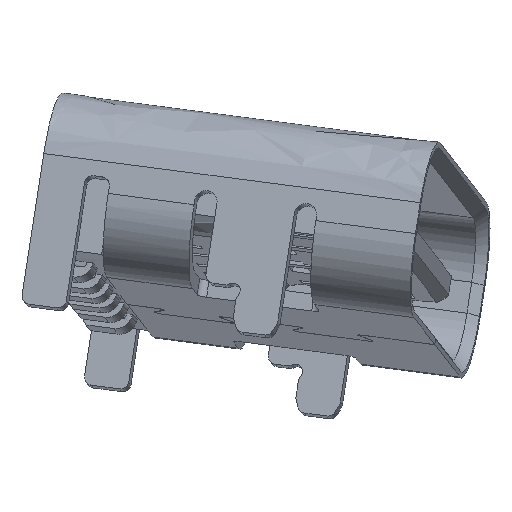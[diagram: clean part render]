
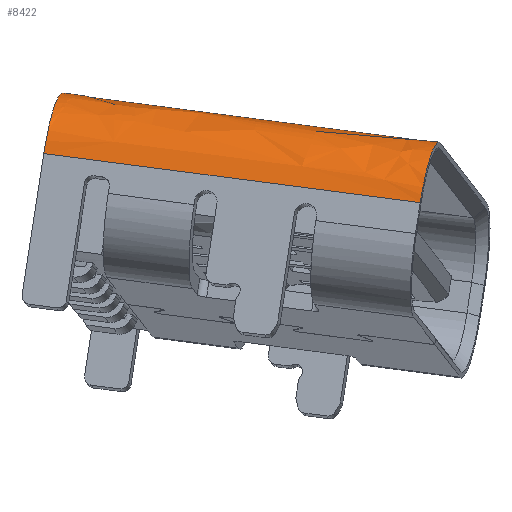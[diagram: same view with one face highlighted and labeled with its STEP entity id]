
A CAD part, left-side view. The second image highlights one B-rep face of the part: STEP entity #8422.
In plain terms, the highlighted free-form (B-spline) face has degree [1, 3] with [2, 4] control points.
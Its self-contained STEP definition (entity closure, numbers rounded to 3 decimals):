
#188 = CARTESIAN_POINT ( 'NONE',  ( 3.443, -6.76, -0.029 ) ) ;
#289 = B_SPLINE_CURVE_WITH_KNOTS ( 'NONE', 1,
 ( #5930, #16865 ),
 .UNSPECIFIED., .F., .F.,
 ( 2, 2 ),
 ( 0., 1. ),
 .UNSPECIFIED. ) ;
#328 = VERTEX_POINT ( 'NONE', #7130 ) ;
#728 = CARTESIAN_POINT ( 'NONE',  ( 4.47, 0., -0.959 ) ) ;
#822 = CARTESIAN_POINT ( 'NONE',  ( 3.396, -6.65, -0.02 ) ) ;
#890 = CARTESIAN_POINT ( 'NONE',  ( 3.396, -6.65, -0.02 ) ) ;
#931 = CARTESIAN_POINT ( 'NONE',  ( 3.17, 0., 0. ) ) ;
#1011 = VERTEX_POINT ( 'NONE', #2319 ) ;
#1101 = CARTESIAN_POINT ( 'NONE',  ( 3.284, -6.4, -0.005 ) ) ;
#1173 = ORIENTED_EDGE ( 'NONE', *, *, #8447, .F. ) ;
#1318 = CARTESIAN_POINT ( 'NONE',  ( 3.388, -6.497, -0.019 ) ) ;
#1518 = CARTESIAN_POINT ( 'NONE',  ( 3.355, -6.446, -0.013 ) ) ;
#1725 = CARTESIAN_POINT ( 'NONE',  ( 3.525, -6.8, -0.049 ) ) ;
#1979 = EDGE_LOOP ( 'NONE', ( #11921, #18734, #14375, #11600, #8030, #8432, #1173, #6042 ) ) ;
#2100 = VERTEX_POINT ( 'NONE', #10400 ) ;
#2319 = CARTESIAN_POINT ( 'NONE',  ( 3.247, -6.4, -0.002 ) ) ;
#2373 = FACE_OUTER_BOUND ( 'NONE', #1979, .T. ) ;
#2432 = CARTESIAN_POINT ( 'NONE',  ( 3.405, -6.703, -0.021 ) ) ;
#2476 = CARTESIAN_POINT ( 'NONE',  ( 3.17, 0., 0. ) ) ;
#2575 = CARTESIAN_POINT ( 'NONE',  ( 4.47, 0., -1.3 ) ) ;
#2957 = CARTESIAN_POINT ( 'NONE',  ( 3.247, -6.4, -0.002 ) ) ;
#3051 = CARTESIAN_POINT ( 'NONE',  ( 3.363, -6.455, -0.014 ) ) ;
#3255 = VERTEX_POINT ( 'NONE', #2476 ) ;
#3382 = B_SPLINE_CURVE_WITH_KNOTS ( 'NONE', 3,
 ( #7276, #12328, #20059, #5928 ),
 .UNSPECIFIED., .F., .F.,
 ( 4, 4 ),
 ( 0., 0.059 ),
 .UNSPECIFIED. ) ;
#3560 = CARTESIAN_POINT ( 'NONE',  ( 3.447, -6.763, -0.03 ) ) ;
#3563 = EDGE_CURVE ( 'NONE', #328, #12870, #12841, .T. ) ;
#3766 = CARTESIAN_POINT ( 'NONE',  ( 3.396, -6.679, -0.02 ) ) ;
#3946 = EDGE_CURVE ( 'NONE', #12870, #15632, #12080, .T. ) ;
#4130 = VERTEX_POINT ( 'NONE', #13568 ) ;
#4813 = EDGE_CURVE ( 'NONE', #2100, #328, #17048, .T. ) ;
#5111 = CARTESIAN_POINT ( 'NONE',  ( 3.471, -6.781, -0.035 ) ) ;
#5360 = CARTESIAN_POINT ( 'NONE',  ( 3.17, 0., 0. ) ) ;
#5448 = CARTESIAN_POINT ( 'NONE',  ( 4.38, -6.8, -0.748 ) ) ;
#5551 = CARTESIAN_POINT ( 'NONE',  ( 3.811, -6.8, -0.135 ) ) ;
#5557 = CARTESIAN_POINT ( 'NONE',  ( 4.47, 0., -1.3 ) ) ;
#5743 = CARTESIAN_POINT ( 'NONE',  ( 3.17, -6.4, 0. ) ) ;
#5928 = CARTESIAN_POINT ( 'NONE',  ( 3.17, -6.4, 0. ) ) ;
#5930 = CARTESIAN_POINT ( 'NONE',  ( 3.396, -6.65, -0.02 ) ) ;
#5943 = CARTESIAN_POINT ( 'NONE',  ( 3.324, -6.415, -0.009 ) ) ;
#6042 = ORIENTED_EDGE ( 'NONE', *, *, #12295, .T. ) ;
#6273 = CARTESIAN_POINT ( 'NONE',  ( 3.423, -6.737, -0.025 ) ) ;
#6470 = CARTESIAN_POINT ( 'NONE',  ( 3.441, -6.757, -0.028 ) ) ;
#6796 =( BOUNDED_SURFACE ( )  B_SPLINE_SURFACE ( 1, 3, ( 
 ( #13406, #8645, #12056, #8958 ),
 ( #5360, #16396, #14959, #18046 ) ),
 .UNSPECIFIED., .F., .F., .F. ) 
 B_SPLINE_SURFACE_WITH_KNOTS ( ( 2, 2 ),
 ( 4, 4 ),
 ( 0., 1. ),
 ( 0., 1. ),
 .UNSPECIFIED. ) 
 GEOMETRIC_REPRESENTATION_ITEM ( )  RATIONAL_B_SPLINE_SURFACE ( (
 ( 1., 0.805, 0.805, 1.),
 ( 1., 0.805, 0.805, 1.) ) ) 
 REPRESENTATION_ITEM ( '' )  SURFACE ( )  );
#6912 = CARTESIAN_POINT ( 'NONE',  ( 4.331, 0., -0.622 ) ) ;
#6990 = CARTESIAN_POINT ( 'NONE',  ( 4.47, -6.8, -1.3 ) ) ;
#7130 = CARTESIAN_POINT ( 'NONE',  ( 4.47, -6.8, -1.3 ) ) ;
#7276 = CARTESIAN_POINT ( 'NONE',  ( 3.247, -6.4, -0.002 ) ) ;
#7388 = CARTESIAN_POINT ( 'NONE',  ( 3.355, -6.446, -0.013 ) ) ;
#7977 = B_SPLINE_CURVE_WITH_KNOTS ( 'NONE', 3,
 ( #16463, #15232, #1318, #15438, #19971, #3051, #15337, #9328, #7388, #1518, #5943, #1101, #2957 ),
 .UNSPECIFIED., .F., .F.,
 ( 4, 2, 2, 1, 2, 2, 4 ),
 ( 0., 0., 0., 0., 0., 0., 0. ),
 .UNSPECIFIED. ) ;
#8030 = ORIENTED_EDGE ( 'NONE', *, *, #3563, .F. ) ;
#8422 = ADVANCED_FACE ( 'NONE', ( #2373 ), #6796, .F. ) ;
#8432 = ORIENTED_EDGE ( 'NONE', *, *, #4813, .F. ) ;
#8447 = EDGE_CURVE ( 'NONE', #3255, #2100, #10081, .T. ) ;
#8645 = CARTESIAN_POINT ( 'NONE',  ( 3.932, -6.8, 0. ) ) ;
#8958 = CARTESIAN_POINT ( 'NONE',  ( 4.47, -6.8, -1.3 ) ) ;
#9328 = CARTESIAN_POINT ( 'NONE',  ( 3.357, -6.448, -0.013 ) ) ;
#9454 = EDGE_CURVE ( 'NONE', #1011, #4130, #3382, .T. ) ;
#9739 = CARTESIAN_POINT ( 'NONE',  ( 3.543, -6.8, -0.055 ) ) ;
#10081 = B_SPLINE_CURVE_WITH_KNOTS ( 'NONE', 3,
 ( #931, #14858, #10399, #6912, #728, #2575 ),
 .UNSPECIFIED., .F., .F.,
 ( 4, 2, 4 ),
 ( 0., 0.785, 1.571 ),
 .UNSPECIFIED. ) ;
#10274 = CARTESIAN_POINT ( 'NONE',  ( 4.47, -6.8, -1.02 ) ) ;
#10399 = CARTESIAN_POINT ( 'NONE',  ( 3.848, 0., -0.139 ) ) ;
#10400 = CARTESIAN_POINT ( 'NONE',  ( 4.47, 0., -1.3 ) ) ;
#11227 = CARTESIAN_POINT ( 'NONE',  ( 3.543, -6.8, -0.055 ) ) ;
#11600 = ORIENTED_EDGE ( 'NONE', *, *, #3946, .F. ) ;
#11921 = ORIENTED_EDGE ( 'NONE', *, *, #9454, .F. ) ;
#12056 = CARTESIAN_POINT ( 'NONE',  ( 4.47, -6.8, -0.538 ) ) ;
#12080 = B_SPLINE_CURVE_WITH_KNOTS ( 'NONE', 3,
 ( #9739, #1725, #12939, #12553, #5111, #17459, #17697, #3560, #188, #6470, #19044, #6273, #2432, #3766, #890 ),
 .UNSPECIFIED., .F., .F.,
 ( 4, 2, 2, 1, 2, 2, 2, 4 ),
 ( 0., 0., 0., 0., 0., 0., 0., 0. ),
 .UNSPECIFIED. ) ;
#12295 = EDGE_CURVE ( 'NONE', #3255, #4130, #18319, .T. ) ;
#12321 = EDGE_CURVE ( 'NONE', #12369, #1011, #7977, .T. ) ;
#12328 = CARTESIAN_POINT ( 'NONE',  ( 3.222, -6.4, -0.001 ) ) ;
#12369 = VERTEX_POINT ( 'NONE', #17189 ) ;
#12553 = CARTESIAN_POINT ( 'NONE',  ( 3.48, -6.786, -0.037 ) ) ;
#12841 = B_SPLINE_CURVE_WITH_KNOTS ( 'NONE', 3,
 ( #6990, #10274, #5448, #16479, #5551, #15144 ),
 .UNSPECIFIED., .F., .F.,
 ( 4, 2, 4 ),
 ( 0., 0.64, 1.28 ),
 .UNSPECIFIED. ) ;
#12870 = VERTEX_POINT ( 'NONE', #11227 ) ;
#12939 = CARTESIAN_POINT ( 'NONE',  ( 3.506, -6.797, -0.044 ) ) ;
#13259 = EDGE_CURVE ( 'NONE', #15632, #12369, #289, .T. ) ;
#13406 = CARTESIAN_POINT ( 'NONE',  ( 3.17, -6.8, 0. ) ) ;
#13568 = CARTESIAN_POINT ( 'NONE',  ( 3.17, -6.4, 0. ) ) ;
#14375 = ORIENTED_EDGE ( 'NONE', *, *, #13259, .F. ) ;
#14858 = CARTESIAN_POINT ( 'NONE',  ( 3.511, 0., 0. ) ) ;
#14959 = CARTESIAN_POINT ( 'NONE',  ( 4.47, 0., -0.538 ) ) ;
#15144 = CARTESIAN_POINT ( 'NONE',  ( 3.543, -6.8, -0.055 ) ) ;
#15232 = CARTESIAN_POINT ( 'NONE',  ( 3.396, -6.521, -0.02 ) ) ;
#15337 = CARTESIAN_POINT ( 'NONE',  ( 3.36, -6.451, -0.014 ) ) ;
#15438 = CARTESIAN_POINT ( 'NONE',  ( 3.375, -6.471, -0.016 ) ) ;
#15632 = VERTEX_POINT ( 'NONE', #822 ) ;
#16396 = CARTESIAN_POINT ( 'NONE',  ( 3.932, 0., 0. ) ) ;
#16463 = CARTESIAN_POINT ( 'NONE',  ( 3.396, -6.55, -0.02 ) ) ;
#16479 = CARTESIAN_POINT ( 'NONE',  ( 4.046, -6.8, -0.299 ) ) ;
#16688 = CARTESIAN_POINT ( 'NONE',  ( 4.47, -6.8, -1.3 ) ) ;
#16865 = CARTESIAN_POINT ( 'NONE',  ( 3.396, -6.55, -0.02 ) ) ;
#17048 = B_SPLINE_CURVE_WITH_KNOTS ( 'NONE', 1,
 ( #5557, #16688 ),
 .UNSPECIFIED., .F., .F.,
 ( 2, 2 ),
 ( 0., 1. ),
 .UNSPECIFIED. ) ;
#17189 = CARTESIAN_POINT ( 'NONE',  ( 3.396, -6.55, -0.02 ) ) ;
#17459 = CARTESIAN_POINT ( 'NONE',  ( 3.459, -6.773, -0.033 ) ) ;
#17697 = CARTESIAN_POINT ( 'NONE',  ( 3.453, -6.768, -0.031 ) ) ;
#18046 = CARTESIAN_POINT ( 'NONE',  ( 4.47, 0., -1.3 ) ) ;
#18319 = B_SPLINE_CURVE_WITH_KNOTS ( 'NONE', 1,
 ( #19863, #5743 ),
 .UNSPECIFIED., .F., .F.,
 ( 2, 2 ),
 ( -1., 0. ),
 .UNSPECIFIED. ) ;
#18734 = ORIENTED_EDGE ( 'NONE', *, *, #12321, .F. ) ;
#19044 = CARTESIAN_POINT ( 'NONE',  ( 3.433, -6.749, -0.027 ) ) ;
#19863 = CARTESIAN_POINT ( 'NONE',  ( 3.17, 0., 0. ) ) ;
#19971 = CARTESIAN_POINT ( 'NONE',  ( 3.37, -6.464, -0.016 ) ) ;
#20059 = CARTESIAN_POINT ( 'NONE',  ( 3.196, -6.4, 0. ) ) ;
